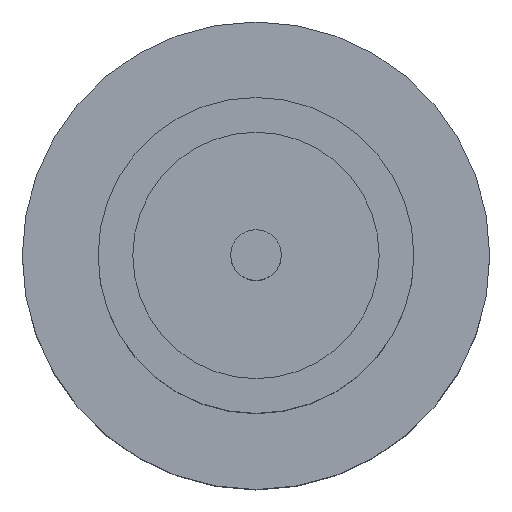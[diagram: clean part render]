
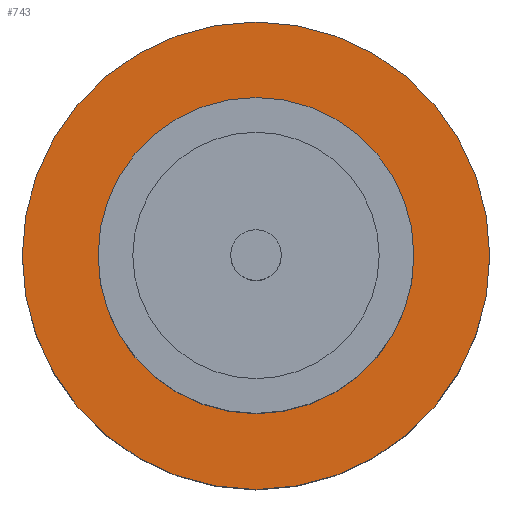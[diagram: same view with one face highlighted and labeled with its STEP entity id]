
A CAD part, top view. The second image highlights one B-rep face of the part: STEP entity #743.
In plain terms, the highlighted planar face has unit normal (0, 0, 1).
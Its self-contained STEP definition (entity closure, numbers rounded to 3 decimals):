
#6 = VERTEX_POINT ( 'NONE', #733 ) ;
#39 = FACE_BOUND ( 'NONE', #196, .T. ) ;
#60 = DIRECTION ( 'NONE',  ( 1., 0., 0. ) ) ;
#73 = DIRECTION ( 'NONE',  ( 0., 0., 1. ) ) ;
#77 = VERTEX_POINT ( 'NONE', #155 ) ;
#87 = EDGE_CURVE ( 'NONE', #6, #77, #250, .T. ) ;
#88 = ORIENTED_EDGE ( 'NONE', *, *, #709, .T. ) ;
#100 = EDGE_LOOP ( 'NONE', ( #814, #88 ) ) ;
#105 = VERTEX_POINT ( 'NONE', #142 ) ;
#112 = DIRECTION ( 'NONE',  ( 0., 0., 1. ) ) ;
#124 = ORIENTED_EDGE ( 'NONE', *, *, #87, .F. ) ;
#142 = CARTESIAN_POINT ( 'NONE',  ( -1.85, 0., 1.55 ) ) ;
#143 = AXIS2_PLACEMENT_3D ( 'NONE', #739, #256, #60 ) ;
#155 = CARTESIAN_POINT ( 'NONE',  ( -1.25, 0., 1.55 ) ) ;
#160 = CIRCLE ( 'NONE', #668, 1.25 ) ;
#164 = ORIENTED_EDGE ( 'NONE', *, *, #357, .F. ) ;
#166 = EDGE_CURVE ( 'NONE', #105, #356, #406, .T. ) ;
#196 = EDGE_LOOP ( 'NONE', ( #124, #164 ) ) ;
#203 = AXIS2_PLACEMENT_3D ( 'NONE', #616, #410, #821 ) ;
#250 = CIRCLE ( 'NONE', #203, 1.25 ) ;
#256 = DIRECTION ( 'NONE',  ( 0., 0., 1. ) ) ;
#303 = DIRECTION ( 'NONE',  ( 1., 0., 0. ) ) ;
#356 = VERTEX_POINT ( 'NONE', #606 ) ;
#357 = EDGE_CURVE ( 'NONE', #77, #6, #160, .T. ) ;
#368 = CARTESIAN_POINT ( 'NONE',  ( 0., 0., 1.55 ) ) ;
#406 = CIRCLE ( 'NONE', #506, 1.85 ) ;
#410 = DIRECTION ( 'NONE',  ( 0., 0., 1. ) ) ;
#431 = CIRCLE ( 'NONE', #850, 1.85 ) ;
#462 = CARTESIAN_POINT ( 'NONE',  ( 0., 0., 1.55 ) ) ;
#506 = AXIS2_PLACEMENT_3D ( 'NONE', #462, #73, #546 ) ;
#508 = CARTESIAN_POINT ( 'NONE',  ( 0., 0., 1.55 ) ) ;
#546 = DIRECTION ( 'NONE',  ( 1., 0., 0. ) ) ;
#574 = DIRECTION ( 'NONE',  ( 1., 0., 0. ) ) ;
#575 = DIRECTION ( 'NONE',  ( 0., 0., 1. ) ) ;
#588 = FACE_OUTER_BOUND ( 'NONE', #100, .T. ) ;
#606 = CARTESIAN_POINT ( 'NONE',  ( 1.85, 0., 1.55 ) ) ;
#616 = CARTESIAN_POINT ( 'NONE',  ( 0., 0., 1.55 ) ) ;
#668 = AXIS2_PLACEMENT_3D ( 'NONE', #368, #575, #303 ) ;
#709 = EDGE_CURVE ( 'NONE', #356, #105, #431, .T. ) ;
#733 = CARTESIAN_POINT ( 'NONE',  ( 1.25, 0., 1.55 ) ) ;
#739 = CARTESIAN_POINT ( 'NONE',  ( 0., 0., 1.55 ) ) ;
#743 = ADVANCED_FACE ( 'NONE', ( #39, #588 ), #857, .T. ) ;
#814 = ORIENTED_EDGE ( 'NONE', *, *, #166, .T. ) ;
#821 = DIRECTION ( 'NONE',  ( 1., 0., 0. ) ) ;
#850 = AXIS2_PLACEMENT_3D ( 'NONE', #508, #112, #574 ) ;
#857 = PLANE ( 'NONE',  #143 ) ;
